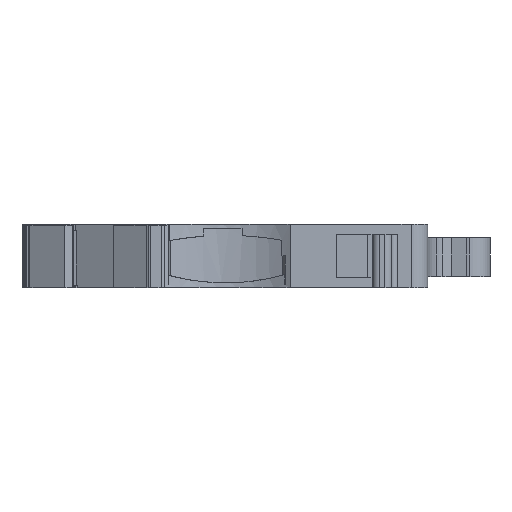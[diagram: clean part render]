
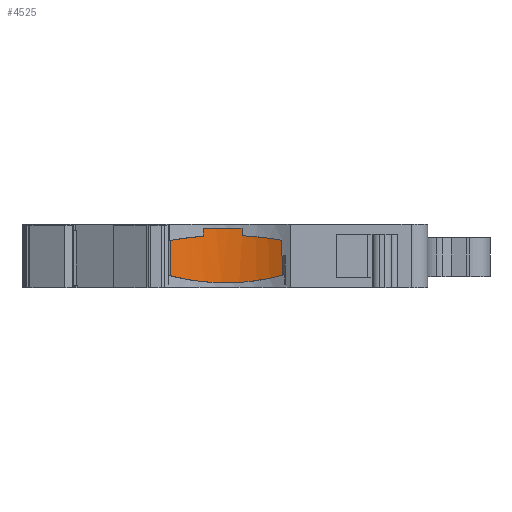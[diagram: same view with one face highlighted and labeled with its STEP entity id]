
A CAD part, left-side view. The second image highlights one B-rep face of the part: STEP entity #4525.
In plain terms, the highlighted cylindrical face has radius 10.5 mm (diameter 21 mm), a partial arc.
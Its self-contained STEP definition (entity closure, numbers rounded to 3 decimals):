
#223 = CARTESIAN_POINT ( 'NONE',  ( -36.555, 11.262, 7.116 ) ) ;
#322 = CIRCLE ( 'NONE', #3964, 10.5 ) ;
#536 = EDGE_CURVE ( 'NONE', #9800, #1394, #3860, .T. ) ;
#546 = LINE ( 'NONE', #8722, #5291 ) ;
#790 = DIRECTION ( 'NONE',  ( 1., 0., 0. ) ) ;
#856 = DIRECTION ( 'NONE',  ( 0., 0., 1. ) ) ;
#887 = AXIS2_PLACEMENT_3D ( 'NONE', #2590, #2820, #977 ) ;
#954 = EDGE_CURVE ( 'NONE', #3332, #4730, #8291, .T. ) ;
#977 = DIRECTION ( 'NONE',  ( -1., 0., 0. ) ) ;
#1081 = EDGE_CURVE ( 'NONE', #8009, #4730, #322, .T. ) ;
#1172 = EDGE_CURVE ( 'NONE', #1394, #5111, #9513, .T. ) ;
#1183 = CARTESIAN_POINT ( 'NONE',  ( -36.546, 1.229, 61.949 ) ) ;
#1349 = VECTOR ( 'NONE', #11337, 1000. ) ;
#1388 = CARTESIAN_POINT ( 'NONE',  ( -36.476, 1.361, 6.278 ) ) ;
#1394 = VERTEX_POINT ( 'NONE', #2616 ) ;
#1409 = VERTEX_POINT ( 'NONE', #2031 ) ;
#1412 = CARTESIAN_POINT ( 'NONE',  ( -36.486, 11.134, 7.116 ) ) ;
#1499 = VECTOR ( 'NONE', #6220, 1000. ) ;
#1593 = CARTESIAN_POINT ( 'NONE',  ( -36.476, 1.361, 7.116 ) ) ;
#1654 = VERTEX_POINT ( 'NONE', #1808 ) ;
#1752 = CARTESIAN_POINT ( 'NONE',  ( -36.486, 11.134, 6.27 ) ) ;
#1808 = CARTESIAN_POINT ( 'NONE',  ( -36.476, 1.361, 6.278 ) ) ;
#1920 = B_SPLINE_CURVE_WITH_KNOTS ( 'NONE', 3,
 ( #9803, #6893, #7421, #9139, #4668, #1388 ),
 .UNSPECIFIED., .F., .F.,
 ( 4, 2, 4 ),
 ( 0.007, 0.009, 0.01 ),
 .UNSPECIFIED. ) ;
#2031 = CARTESIAN_POINT ( 'NONE',  ( -36.546, 1.229, 7.116 ) ) ;
#2062 = AXIS2_PLACEMENT_3D ( 'NONE', #11220, #6095, #790 ) ;
#2077 = DIRECTION ( 'NONE',  ( 0., 0., 1. ) ) ;
#2187 = LINE ( 'NONE', #11166, #10846 ) ;
#2404 = B_SPLINE_CURVE_WITH_KNOTS ( 'NONE', 3,
 ( #4900, #4809, #4760, #4720 ),
 .UNSPECIFIED., .F., .F.,
 ( 4, 4 ),
 ( 0., 0.003 ),
 .UNSPECIFIED. ) ;
#2590 = CARTESIAN_POINT ( 'NONE',  ( -45.775, 6.238, 61.949 ) ) ;
#2616 = CARTESIAN_POINT ( 'NONE',  ( -36.555, 11.262, 3.053 ) ) ;
#2681 = CARTESIAN_POINT ( 'NONE',  ( -35.368, 4.843, 7.316 ) ) ;
#2820 = DIRECTION ( 'NONE',  ( 0., 0., -1. ) ) ;
#3102 = EDGE_CURVE ( 'NONE', #8009, #3795, #2187, .T. ) ;
#3304 = CARTESIAN_POINT ( 'NONE',  ( -35.488, 8.343, 7.316 ) ) ;
#3332 = VERTEX_POINT ( 'NONE', #7282 ) ;
#3795 = VERTEX_POINT ( 'NONE', #8125 ) ;
#3860 = LINE ( 'NONE', #6604, #1499 ) ;
#3964 = AXIS2_PLACEMENT_3D ( 'NONE', #10443, #10465, #10502 ) ;
#4010 = ORIENTED_EDGE ( 'NONE', *, *, #536, .T. ) ;
#4190 = CARTESIAN_POINT ( 'NONE',  ( -36.546, 1.229, 3.095 ) ) ;
#4192 = CARTESIAN_POINT ( 'NONE',  ( -36.341, 1.608, 2.994 ) ) ;
#4203 = CARTESIAN_POINT ( 'NONE',  ( -36.157, 2.002, 2.901 ) ) ;
#4227 = CARTESIAN_POINT ( 'NONE',  ( -35.84, 2.812, 2.737 ) ) ;
#4229 = CARTESIAN_POINT ( 'NONE',  ( -35.707, 3.225, 2.666 ) ) ;
#4234 = ORIENTED_EDGE ( 'NONE', *, *, #8007, .F. ) ;
#4240 = CARTESIAN_POINT ( 'NONE',  ( -35.492, 4.067, 2.551 ) ) ;
#4265 = CARTESIAN_POINT ( 'NONE',  ( -35.411, 4.496, 2.506 ) ) ;
#4266 = CARTESIAN_POINT ( 'NONE',  ( -35.329, 5.152, 2.46 ) ) ;
#4293 = CARTESIAN_POINT ( 'NONE',  ( -35.308, 5.373, 2.448 ) ) ;
#4306 = CARTESIAN_POINT ( 'NONE',  ( -35.281, 5.814, 2.432 ) ) ;
#4358 = CARTESIAN_POINT ( 'NONE',  ( -35.274, 6.034, 2.427 ) ) ;
#4405 = CARTESIAN_POINT ( 'NONE',  ( -36.142, 10.505, 2.858 ) ) ;
#4416 = CARTESIAN_POINT ( 'NONE',  ( -35.825, 9.705, 2.699 ) ) ;
#4427 = LINE ( 'NONE', #9107, #8714 ) ;
#4525 = ADVANCED_FACE ( 'NONE', ( #5178 ), #8635, .F. ) ;
#4668 = CARTESIAN_POINT ( 'NONE',  ( -36.191, 1.904, 6.372 ) ) ;
#4720 = CARTESIAN_POINT ( 'NONE',  ( -35.488, 8.343, 6.617 ) ) ;
#4730 = VERTEX_POINT ( 'NONE', #3304 ) ;
#4760 = CARTESIAN_POINT ( 'NONE',  ( -35.689, 9.327, 6.544 ) ) ;
#4809 = CARTESIAN_POINT ( 'NONE',  ( -36.024, 10.257, 6.424 ) ) ;
#4842 = ORIENTED_EDGE ( 'NONE', *, *, #6539, .F. ) ;
#4900 = CARTESIAN_POINT ( 'NONE',  ( -36.486, 11.134, 6.27 ) ) ;
#4960 = CARTESIAN_POINT ( 'NONE',  ( -36.555, 11.262, 3.053 ) ) ;
#5072 = DIRECTION ( 'NONE',  ( 1., 0., 0. ) ) ;
#5092 = CARTESIAN_POINT ( 'NONE',  ( -35.497, 8.431, 2.534 ) ) ;
#5111 = VERTEX_POINT ( 'NONE', #9414 ) ;
#5118 = DIRECTION ( 'NONE',  ( 0., 0., 1. ) ) ;
#5159 = CARTESIAN_POINT ( 'NONE',  ( -45.775, 6.238, 7.116 ) ) ;
#5178 = FACE_OUTER_BOUND ( 'NONE', #7262, .T. ) ;
#5291 = VECTOR ( 'NONE', #856, 1000. ) ;
#5429 = ORIENTED_EDGE ( 'NONE', *, *, #10106, .F. ) ;
#5792 = EDGE_CURVE ( 'NONE', #5111, #1409, #7357, .T. ) ;
#5830 = ORIENTED_EDGE ( 'NONE', *, *, #3102, .F. ) ;
#6095 = DIRECTION ( 'NONE',  ( 0., 0., 1. ) ) ;
#6220 = DIRECTION ( 'NONE',  ( 0., 0., -1. ) ) ;
#6235 = VERTEX_POINT ( 'NONE', #1412 ) ;
#6539 = EDGE_CURVE ( 'NONE', #10933, #3332, #2404, .T. ) ;
#6604 = CARTESIAN_POINT ( 'NONE',  ( -36.555, 11.262, 61.949 ) ) ;
#6620 = ORIENTED_EDGE ( 'NONE', *, *, #954, .F. ) ;
#6893 = CARTESIAN_POINT ( 'NONE',  ( -35.45, 4.228, 6.633 ) ) ;
#7077 = ORIENTED_EDGE ( 'NONE', *, *, #1081, .T. ) ;
#7131 = EDGE_CURVE ( 'NONE', #1409, #10794, #8121, .T. ) ;
#7262 = EDGE_LOOP ( 'NONE', ( #10120, #8461, #4010, #10788, #10230, #10883, #4234, #5429, #5830, #7077, #6620, #4842 ) ) ;
#7282 = CARTESIAN_POINT ( 'NONE',  ( -35.488, 8.343, 6.617 ) ) ;
#7357 = LINE ( 'NONE', #1183, #11105 ) ;
#7421 = CARTESIAN_POINT ( 'NONE',  ( -35.585, 3.631, 6.584 ) ) ;
#7451 = CIRCLE ( 'NONE', #2062, 10.5 ) ;
#8007 = EDGE_CURVE ( 'NONE', #1654, #10794, #546, .T. ) ;
#8009 = VERTEX_POINT ( 'NONE', #2681 ) ;
#8121 = CIRCLE ( 'NONE', #8187, 10.5 ) ;
#8125 = CARTESIAN_POINT ( 'NONE',  ( -35.368, 4.843, 6.663 ) ) ;
#8187 = AXIS2_PLACEMENT_3D ( 'NONE', #5159, #5118, #5072 ) ;
#8291 = LINE ( 'NONE', #11015, #1349 ) ;
#8461 = ORIENTED_EDGE ( 'NONE', *, *, #10442, .T. ) ;
#8635 = CYLINDRICAL_SURFACE ( 'NONE', #887, 10.5 ) ;
#8714 = VECTOR ( 'NONE', #9885, 1000. ) ;
#8722 = CARTESIAN_POINT ( 'NONE',  ( -36.476, 1.361, 61.949 ) ) ;
#8951 = CARTESIAN_POINT ( 'NONE',  ( -35.275, 6.691, 2.425 ) ) ;
#9041 = CARTESIAN_POINT ( 'NONE',  ( -35.303, 7.128, 2.438 ) ) ;
#9107 = CARTESIAN_POINT ( 'NONE',  ( -36.486, 11.134, 61.949 ) ) ;
#9138 = CARTESIAN_POINT ( 'NONE',  ( -35.414, 7.996, 2.492 ) ) ;
#9139 = CARTESIAN_POINT ( 'NONE',  ( -35.955, 2.47, 6.454 ) ) ;
#9414 = CARTESIAN_POINT ( 'NONE',  ( -36.546, 1.229, 3.095 ) ) ;
#9513 = B_SPLINE_CURVE_WITH_KNOTS ( 'NONE', 3,
 ( #4960, #4405, #4416, #5092, #9138, #9041, #8951, #4358, #4306, #4293, #4266, #4265, #4240, #4229, #4227, #4203, #4192, #4190 ),
 .UNSPECIFIED., .F., .F.,
 ( 4, 2, 2, 2, 2, 2, 2, 2, 4 ),
 ( 0., 0.003, 0.004, 0.006, 0.006, 0.007, 0.008, 0.01, 0.011 ),
 .UNSPECIFIED. ) ;
#9800 = VERTEX_POINT ( 'NONE', #223 ) ;
#9803 = CARTESIAN_POINT ( 'NONE',  ( -35.368, 4.843, 6.663 ) ) ;
#9885 = DIRECTION ( 'NONE',  ( 0., 0., -1. ) ) ;
#10106 = EDGE_CURVE ( 'NONE', #3795, #1654, #1920, .T. ) ;
#10120 = ORIENTED_EDGE ( 'NONE', *, *, #11286, .F. ) ;
#10230 = ORIENTED_EDGE ( 'NONE', *, *, #5792, .T. ) ;
#10442 = EDGE_CURVE ( 'NONE', #6235, #9800, #7451, .T. ) ;
#10443 = CARTESIAN_POINT ( 'NONE',  ( -45.775, 6.238, 7.316 ) ) ;
#10465 = DIRECTION ( 'NONE',  ( 0., 0., 1. ) ) ;
#10502 = DIRECTION ( 'NONE',  ( 1., 0., 0. ) ) ;
#10788 = ORIENTED_EDGE ( 'NONE', *, *, #1172, .T. ) ;
#10794 = VERTEX_POINT ( 'NONE', #1593 ) ;
#10846 = VECTOR ( 'NONE', #11207, 1000. ) ;
#10883 = ORIENTED_EDGE ( 'NONE', *, *, #7131, .T. ) ;
#10933 = VERTEX_POINT ( 'NONE', #1752 ) ;
#11015 = CARTESIAN_POINT ( 'NONE',  ( -35.488, 8.343, 61.949 ) ) ;
#11105 = VECTOR ( 'NONE', #2077, 1000. ) ;
#11166 = CARTESIAN_POINT ( 'NONE',  ( -35.368, 4.843, 61.949 ) ) ;
#11207 = DIRECTION ( 'NONE',  ( 0., 0., -1. ) ) ;
#11220 = CARTESIAN_POINT ( 'NONE',  ( -45.775, 6.238, 7.116 ) ) ;
#11286 = EDGE_CURVE ( 'NONE', #6235, #10933, #4427, .T. ) ;
#11337 = DIRECTION ( 'NONE',  ( 0., 0., 1. ) ) ;
